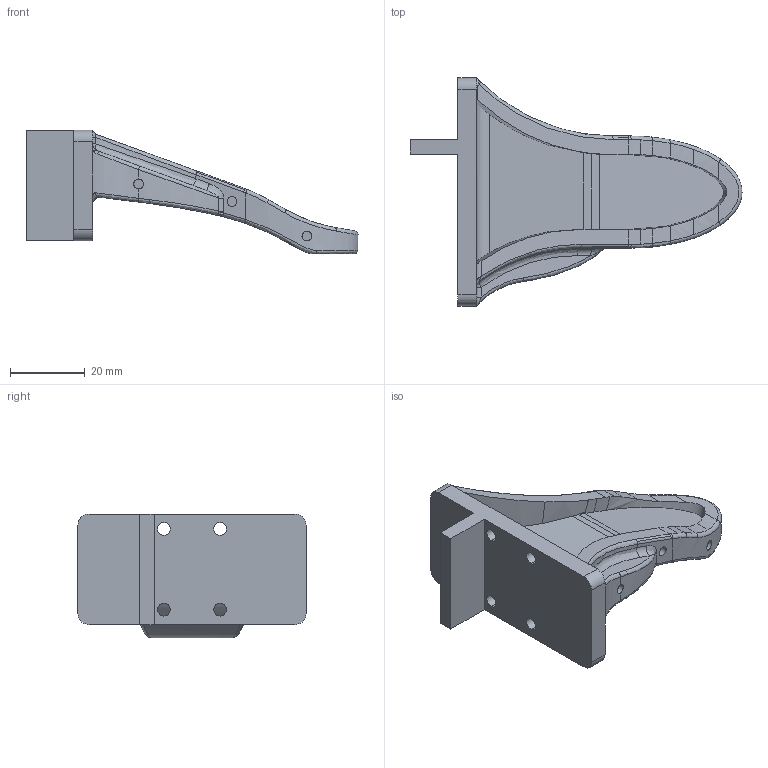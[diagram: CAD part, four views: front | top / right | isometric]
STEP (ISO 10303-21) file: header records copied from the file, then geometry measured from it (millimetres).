
FILE_DESCRIPTION (( 'STEP AP214' ), '1' );
FILE_NAME ('left_jaw.STEP', '2025-08-20T01:17:02', ( '' ), ( '' ), 'SwSTEP 2.0', 'SolidWorks 2025', '' );
FILE_SCHEMA (( 'AUTOMOTIVE_DESIGN' ));
Length unit declared in the file: millimetre
Products named in the file (1): left_jaw
Bounding box: 88.8 x 61 x 33.16 mm (x, y, z)
Volume: 27852.4 mm3; surface area: 12327.6 mm2
Topology: 1 solids, 1 shells, 144 faces, 366 edges, 231 vertices
Faces by surface type: cylinder 61, plane 41, bspline 38, torus 3, sphere 1
Entity records: 7549 total; most frequent: CARTESIAN_POINT 4457, ORIENTED_EDGE 730, DIRECTION 496, EDGE_CURVE 365, VERTEX_POINT 231, AXIS2_PLACEMENT_3D 184, EDGE_LOOP 160, ADVANCED_FACE 144
